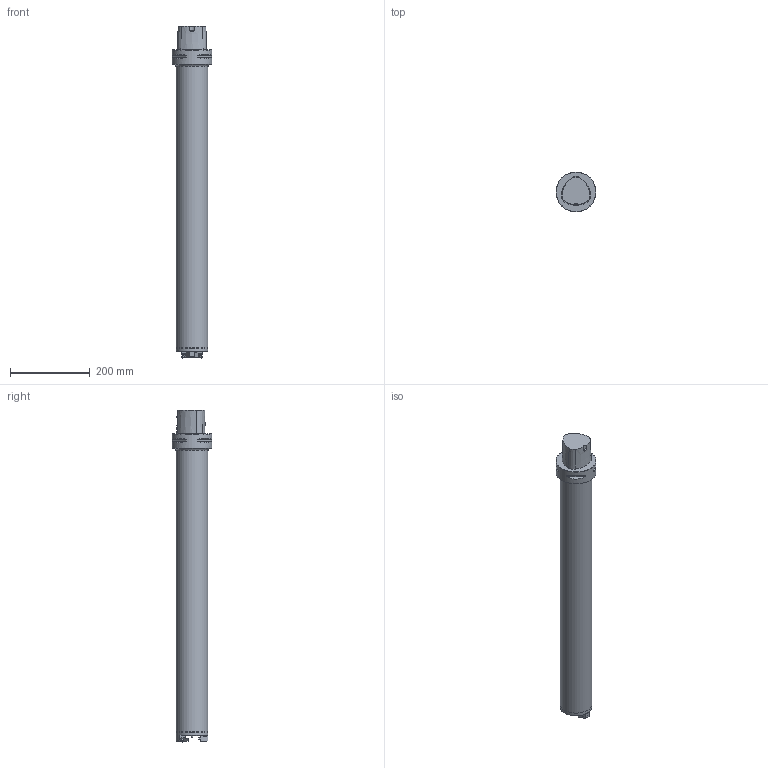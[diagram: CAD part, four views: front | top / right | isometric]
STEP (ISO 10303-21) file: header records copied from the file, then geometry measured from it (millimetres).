
FILE_DESCRIPTION(/* description */ (''),/* implementation_level */ '2;1');
FILE_NAME(/* name */ 'TOOLCOMP_1.STP',/* time_stamp */ '2025-01-21T13:55:19+01:00',/* author */ (''),/* organization */ ('SMS'),/* preprocessor_version */ 'ST-DEVELOPER v16.7',/* originating_system */ 'SIEMENS PLM Software NX 12.0',/* authorisation */ '');
FILE_SCHEMA (('AUTOMOTIVE_DESIGN { 1 0 10303 214 3 1 1 1 }'));
Length unit declared in the file: millimetre
Products named in the file (1): TOOLCOMP_1
Bounding box: 100 x 100 x 830.89 mm (x, y, z)
Volume: 4143517.7 mm3; surface area: 226759.8 mm2
Topology: 1 solids, 1 shells, 149 faces, 370 edges, 239 vertices
Faces by surface type: plane 75, cylinder 29, cone 27, extrusion 12, torus 6
Full cylindrical faces by diameter (mm): 3.3 x2, 5 x2, 10 x1, 16 x1, 16.5 x1, 80 x2, 100 x1
Entity records: 5140 total; most frequent: CARTESIAN_POINT 1606, DIRECTION 729, ORIENTED_EDGE 688, EDGE_CURVE 344, AXIS2_PLACEMENT_3D 277, VERTEX_POINT 234, EDGE_LOOP 187, VECTOR 175
